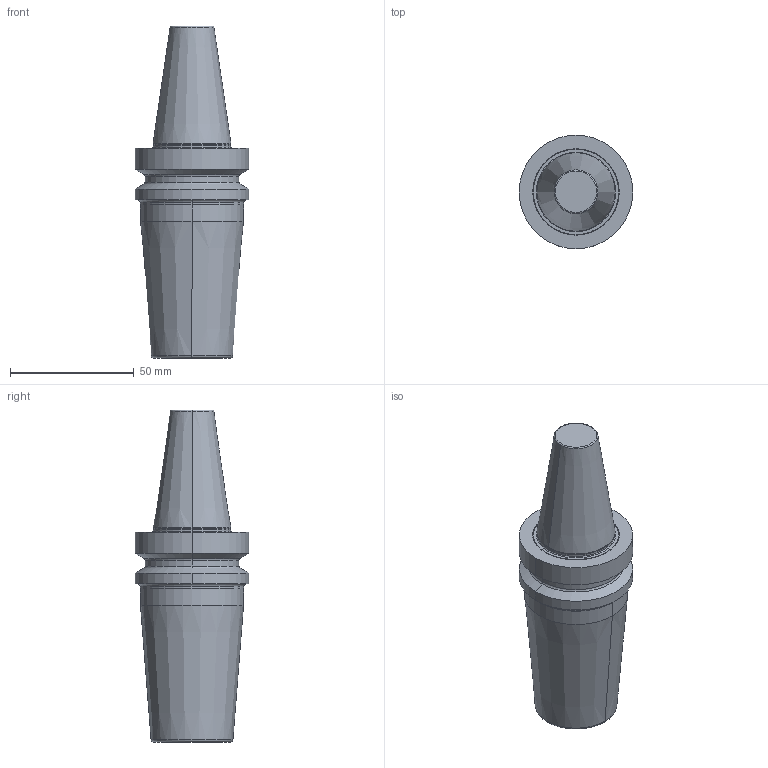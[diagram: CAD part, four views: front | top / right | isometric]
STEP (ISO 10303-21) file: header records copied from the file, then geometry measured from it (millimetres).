
FILE_DESCRIPTION((''),'2;1');
FILE_NAME('30656077','2017-01-24T',('bahnemannr'),(''),'PRO/ENGINEER BY PARAMETRIC TECHNOLOGY CORPORATION, 2011220','PRO/ENGINEER BY PARAMETRIC TECHNOLOGY CORPORATION, 2011220','');
FILE_SCHEMA(('AUTOMOTIVE_DESIGN_CC2 { 1 2 10303 214 -1 1 5 2 }'));
Length unit declared in the file: millimetre
Products named in the file (1): 30656077
Bounding box: 46 x 46 x 134.4 mm (x, y, z)
Volume: 112848.9 mm3; surface area: 20432.4 mm2
Topology: 1 solids, 1 shells, 51 faces, 102 edges, 60 vertices
Faces by surface type: torus 18, cylinder 14, cone 12, plane 7
Entity records: 1706 total; most frequent: DIRECTION 284, CARTESIAN_POINT 212, ORIENTED_EDGE 200, AXIS2_PLACEMENT_3D 128, PRESENTATION_STYLE_ASSIGNMENT 106, STYLED_ITEM 106, CURVE_STYLE 105, EDGE_CURVE 100
